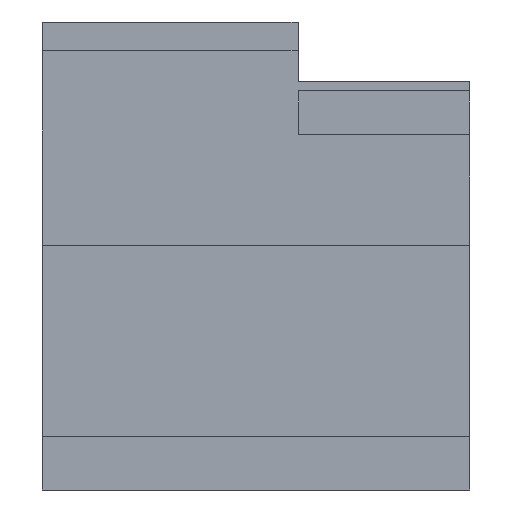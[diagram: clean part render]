
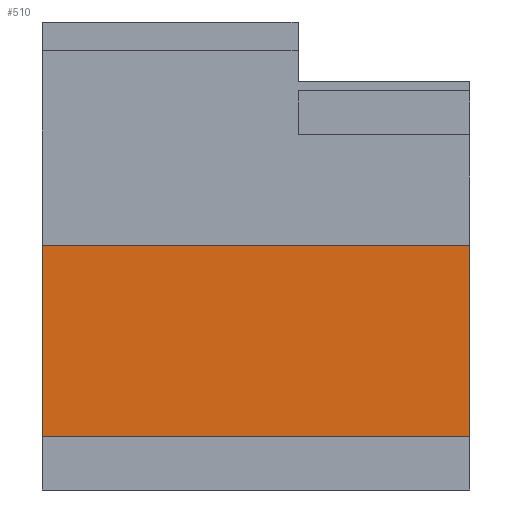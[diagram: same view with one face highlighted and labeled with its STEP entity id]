
A CAD part, front view. The second image highlights one B-rep face of the part: STEP entity #510.
In plain terms, the highlighted planar face has unit normal (0, -1, 0).
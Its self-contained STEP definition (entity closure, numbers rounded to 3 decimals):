
#45=FACE_OUTER_BOUND($,#72,.T.);
#72=EDGE_LOOP($,(#450,#451,#452,#453));
#107=LINE($,#742,#174);
#130=LINE($,#788,#197);
#140=LINE($,#806,#207);
#141=LINE($,#808,#208);
#174=VECTOR($,#604,20.);
#197=VECTOR($,#643,20.);
#207=VECTOR($,#661,44.8);
#208=VECTOR($,#664,44.8);
#234=VERTEX_POINT($,#739);
#235=VERTEX_POINT($,#741);
#249=VERTEX_POINT($,#785);
#250=VERTEX_POINT($,#787);
#289=EDGE_CURVE($,#234,#235,#107,.T.);
#312=EDGE_CURVE($,#250,#249,#130,.T.);
#322=EDGE_CURVE($,#250,#234,#140,.T.);
#323=EDGE_CURVE($,#249,#235,#141,.T.);
#450=ORIENTED_EDGE($,*,*,#322,.F.);
#451=ORIENTED_EDGE($,*,*,#312,.T.);
#452=ORIENTED_EDGE($,*,*,#323,.T.);
#453=ORIENTED_EDGE($,*,*,#289,.F.);
#484=PLANE($,#541);
#510=ADVANCED_FACE($,(#45),#484,.T.);
#541=AXIS2_PLACEMENT_3D($,#807,#662,#663);
#604=DIRECTION($,(0.,0.,1.));
#643=DIRECTION($,(0.,0.,1.));
#661=DIRECTION($,(-1.,0.,0.));
#662=DIRECTION('center_axis',(0.,-1.,0.));
#663=DIRECTION('ref_axis',(0.,0.,1.));
#664=DIRECTION($,(-1.,0.,0.));
#739=CARTESIAN_POINT('',(0.,-16.799,5.6));
#741=CARTESIAN_POINT('',(0.,-16.799,25.6));
#742=CARTESIAN_POINT($,(0.,-16.799,5.6));
#785=CARTESIAN_POINT('',(44.8,-16.799,25.6));
#787=CARTESIAN_POINT('',(44.8,-16.799,5.6));
#788=CARTESIAN_POINT($,(44.8,-16.799,5.6));
#806=CARTESIAN_POINT($,(44.8,-16.799,5.6));
#807=CARTESIAN_POINT('Origin',(44.8,-16.799,5.6));
#808=CARTESIAN_POINT($,(44.8,-16.799,25.6));
